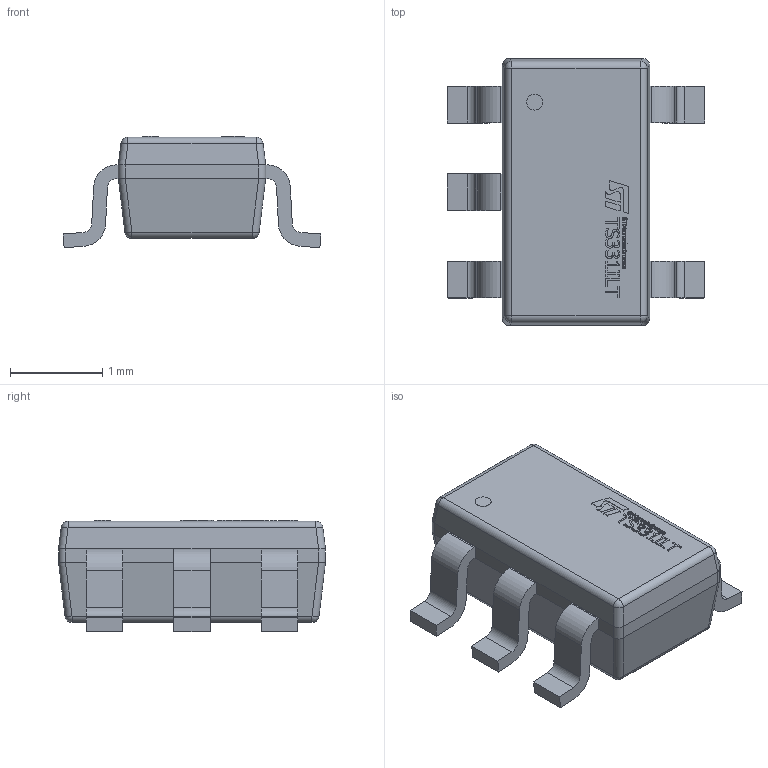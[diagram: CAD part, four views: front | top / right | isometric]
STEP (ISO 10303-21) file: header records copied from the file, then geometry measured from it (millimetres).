
FILE_DESCRIPTION( ( '' ), ' ' );
FILE_NAME( '5be3b589cce6f617c56e66d4.step', '2018-11-08T04:03:21', ( '' ), ( '' ), ' ', ' ', ' ' );
FILE_SCHEMA( ( 'AUTOMOTIVE_DESIGN { 1 0 10303 214 1 1 1 1 }' ) );
Length unit declared in the file: metre
Products named in the file (36): Open CASCADE STEP translator 6.8 7; Open CASCADE STEP translator 6.8 6; Open CASCADE STEP translator 6.8 5; Open CASCADE STEP translator 6.8 4; Open CASCADE STEP translator 6.8 3; Open CASCADE STEP translator 6.8 2; Open CASCADE STEP translator 6.8 1
Bounding box: 2.8 x 2.9 x 1.21 mm (x, y, z)
Volume: 5.2 mm3; surface area: 25.7 mm2
Topology: 36 solids, 36 shells, 525 faces, 1335 edges, 882 vertices
Faces by surface type: plane 289, cylinder 183, extrusion 42, sphere 8, bspline 3
Full cylindrical faces by diameter (mm): 0.174 x1
Entity records: 27674 total; most frequent: CARTESIAN_POINT 3838, ORIENTED_EDGE 2668, DIRECTION 2546, STYLED_ITEM 1859, PRESENTATION_STYLE_ASSIGNMENT 1859, COLOUR_RGB 1859, EDGE_CURVE 1334, CURVE_STYLE 1334
